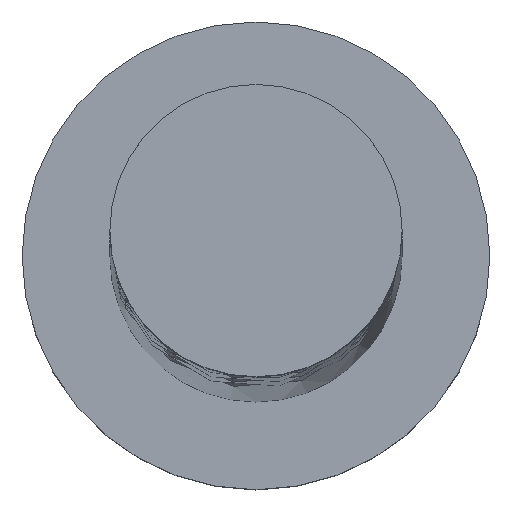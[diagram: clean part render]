
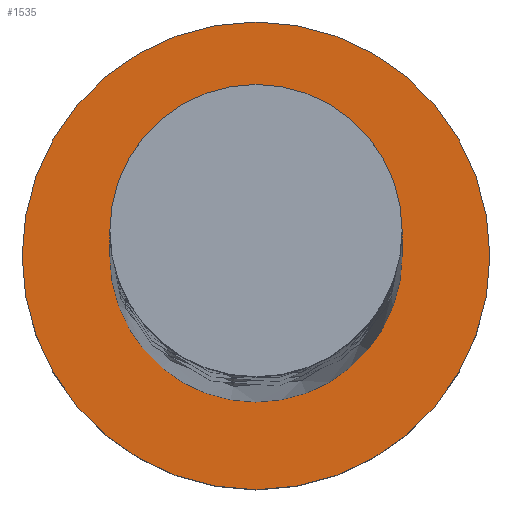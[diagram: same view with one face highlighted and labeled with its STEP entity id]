
A CAD part, top view. The second image highlights one B-rep face of the part: STEP entity #1535.
In plain terms, the highlighted planar face has unit normal (0, 0, 1).
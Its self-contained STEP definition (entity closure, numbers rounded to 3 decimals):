
#38 = CARTESIAN_POINT ( 'NONE',  ( -5., 0., 5. ) ) ;
#49 = CIRCLE ( 'NONE', #1646, 8. ) ;
#51 = ORIENTED_EDGE ( 'NONE', *, *, #779, .F. ) ;
#77 = AXIS2_PLACEMENT_3D ( 'NONE', #1754, #294, #1591 ) ;
#159 = CARTESIAN_POINT ( 'NONE',  ( 0., 0., 5. ) ) ;
#203 = ORIENTED_EDGE ( 'NONE', *, *, #630, .T. ) ;
#260 = ORIENTED_EDGE ( 'NONE', *, *, #1538, .T. ) ;
#284 = CARTESIAN_POINT ( 'NONE',  ( 8., 0., 5. ) ) ;
#294 = DIRECTION ( 'NONE',  ( 0., 0., 1. ) ) ;
#300 = CARTESIAN_POINT ( 'NONE',  ( 0., 0., 5. ) ) ;
#303 = DIRECTION ( 'NONE',  ( 1., 0., 0. ) ) ;
#314 = EDGE_CURVE ( 'NONE', #1867, #1648, #585, .T. ) ;
#351 = CARTESIAN_POINT ( 'NONE',  ( -8., 0., 5. ) ) ;
#358 = AXIS2_PLACEMENT_3D ( 'NONE', #300, #947, #1596 ) ;
#475 = CARTESIAN_POINT ( 'NONE',  ( 0., 0., 5. ) ) ;
#481 = AXIS2_PLACEMENT_3D ( 'NONE', #475, #795, #1448 ) ;
#558 = EDGE_LOOP ( 'NONE', ( #51, #1780 ) ) ;
#585 = CIRCLE ( 'NONE', #358, 5. ) ;
#623 = CARTESIAN_POINT ( 'NONE',  ( 0., 0., 5. ) ) ;
#630 = EDGE_CURVE ( 'NONE', #1450, #1710, #49, .T. ) ;
#647 = AXIS2_PLACEMENT_3D ( 'NONE', #623, #1763, #303 ) ;
#650 = CARTESIAN_POINT ( 'NONE',  ( 5., 0., 5. ) ) ;
#779 = EDGE_CURVE ( 'NONE', #1648, #1867, #1397, .T. ) ;
#795 = DIRECTION ( 'NONE',  ( 0., 0., 1. ) ) ;
#807 = DIRECTION ( 'NONE',  ( 1., 0., 0. ) ) ;
#947 = DIRECTION ( 'NONE',  ( 0., 0., 1. ) ) ;
#1106 = FACE_OUTER_BOUND ( 'NONE', #1473, .T. ) ;
#1112 = PLANE ( 'NONE',  #647 ) ;
#1259 = FACE_BOUND ( 'NONE', #558, .T. ) ;
#1397 = CIRCLE ( 'NONE', #481, 5. ) ;
#1448 = DIRECTION ( 'NONE',  ( 1., 0., 0. ) ) ;
#1450 = VERTEX_POINT ( 'NONE', #284 ) ;
#1473 = EDGE_LOOP ( 'NONE', ( #260, #203 ) ) ;
#1504 = CIRCLE ( 'NONE', #77, 8. ) ;
#1535 = ADVANCED_FACE ( 'NONE', ( #1259, #1106 ), #1112, .T. ) ;
#1538 = EDGE_CURVE ( 'NONE', #1710, #1450, #1504, .T. ) ;
#1591 = DIRECTION ( 'NONE',  ( 1., 0., 0. ) ) ;
#1596 = DIRECTION ( 'NONE',  ( 1., 0., 0. ) ) ;
#1646 = AXIS2_PLACEMENT_3D ( 'NONE', #159, #1778, #807 ) ;
#1648 = VERTEX_POINT ( 'NONE', #38 ) ;
#1710 = VERTEX_POINT ( 'NONE', #351 ) ;
#1754 = CARTESIAN_POINT ( 'NONE',  ( 0., 0., 5. ) ) ;
#1763 = DIRECTION ( 'NONE',  ( 0., 0., 1. ) ) ;
#1778 = DIRECTION ( 'NONE',  ( 0., 0., 1. ) ) ;
#1780 = ORIENTED_EDGE ( 'NONE', *, *, #314, .F. ) ;
#1867 = VERTEX_POINT ( 'NONE', #650 ) ;
